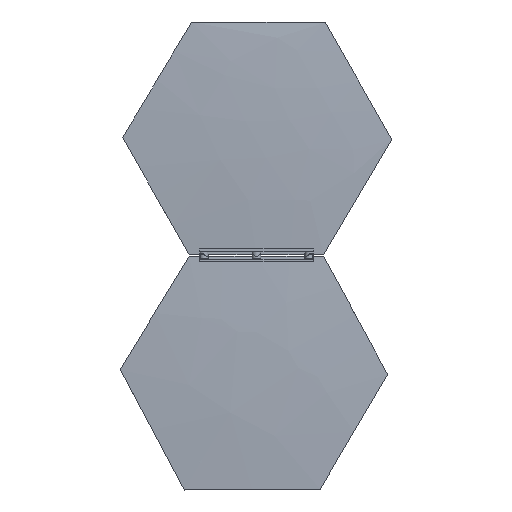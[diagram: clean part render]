
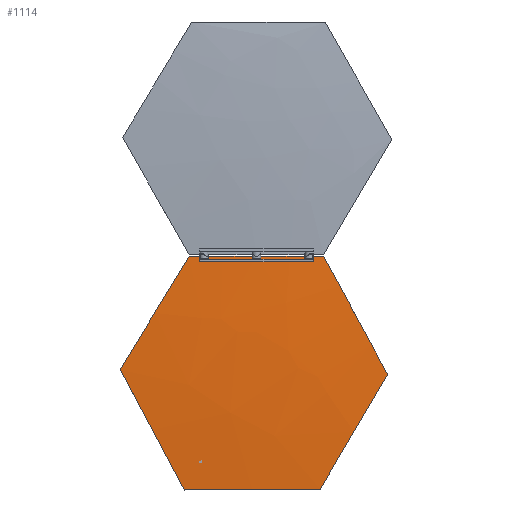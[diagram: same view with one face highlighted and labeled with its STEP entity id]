
A CAD part, front view. The second image highlights one B-rep face of the part: STEP entity #1114.
In plain terms, the highlighted free-form (B-spline) face has degree [3, 3] with [6, 4] control points.
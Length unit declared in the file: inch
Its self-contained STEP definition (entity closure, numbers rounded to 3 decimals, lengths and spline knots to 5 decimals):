
#8 = VERTEX_POINT ( 'NONE', #3098 ) ;
#44 = CARTESIAN_POINT ( 'NONE',  ( -15.4822, 7.01869, -44.5405 ) ) ;
#120 = CARTESIAN_POINT ( 'NONE',  ( -10.22581, 5.62061, -40.97001 ) ) ;
#162 = FACE_OUTER_BOUND ( 'NONE', #2694, .T. ) ;
#168 = CARTESIAN_POINT ( 'NONE',  ( 0., 1.73902, -23.66982 ) ) ;
#219 = CARTESIAN_POINT ( 'NONE',  ( 11.19482, 3.56225, -32.20619 ) ) ;
#254 = CARTESIAN_POINT ( 'NONE',  ( -14.63129, 6.24286, -42.09253 ) ) ;
#267 = CARTESIAN_POINT ( 'NONE',  ( -10.17559, 3.78536, -33.40728 ) ) ;
#309 = CARTESIAN_POINT ( 'NONE',  ( -5.35878, 7.01869, -48.05938 ) ) ;
#412 = CARTESIAN_POINT ( 'NONE',  ( 6.82085, 5.93128, -43.01431 ) ) ;
#433 = CARTESIAN_POINT ( 'NONE',  ( 7.72549, 1.71803, -22.22535 ) ) ;
#452 = CARTESIAN_POINT ( 'NONE',  ( 3.2744, 2.50724, -29.36594 ) ) ;
#486 = CARTESIAN_POINT ( 'NONE',  ( -2.67399, 1.71803, -23.98124 ) ) ;
#504 = CARTESIAN_POINT ( 'NONE',  ( 10.22581, 5.62061, -40.97001 ) ) ;
#524 = ORIENTED_EDGE ( 'NONE', *, *, #2846, .T. ) ;
#616 =( BOUNDED_SURFACE ( )  B_SPLINE_SURFACE ( 3, 3, ( 
 ( #2885, #486, #2367, #433 ),
 ( #2061, #977, #452, #1527 ),
 ( #774, #1566, #2655, #219 ),
 ( #1291, #2388, #1031, #1675 ),
 ( #254, #1136, #2201, #1397 ),
 ( #44, #309, #2220, #2169 ) ),
 .UNSPECIFIED., .F., .F., .F. ) 
 B_SPLINE_SURFACE_WITH_KNOTS ( ( 4, 2, 4 ),
 ( 4, 4 ),
 ( 0.14938, 0.25, 0.29936 ),
 ( 0., 1. ),
 .UNSPECIFIED. ) 
 GEOMETRIC_REPRESENTATION_ITEM ( )  RATIONAL_B_SPLINE_SURFACE ( (
 ( 1., 0.963, 0.963, 1.),
 ( 1., 0.963, 0.963, 1.),
 ( 1., 0.963, 0.963, 1.),
 ( 1., 0.963, 0.963, 1.),
 ( 1., 0.963, 0.963, 1.),
 ( 1., 0.963, 0.963, 1.) ) ) 
 REPRESENTATION_ITEM ( '' )  SURFACE ( )  );
#774 = CARTESIAN_POINT ( 'NONE',  ( -11.19482, 3.56225, -32.20619 ) ) ;
#798 = B_SPLINE_CURVE_WITH_KNOTS ( 'NONE', 3,
 ( #1704, #1754, #1184, #1688 ),
 .UNSPECIFIED., .F., .F.,
 ( 4, 4 ),
 ( 0.33717, 0.63727 ),
 .UNSPECIFIED. ) ;
#828 = ORIENTED_EDGE ( 'NONE', *, *, #1552, .T. ) ;
#913 = B_SPLINE_CURVE_WITH_KNOTS ( 'NONE', 3,
 ( #999, #3458, #1222, #168 ),
 .UNSPECIFIED., .F., .F.,
 ( 4, 4 ),
 ( 0.09565, 0.39575 ),
 .UNSPECIFIED. ) ;
#930 = CARTESIAN_POINT ( 'NONE',  ( -3.41222, 6.38419, -45.02897 ) ) ;
#966 = B_SPLINE_CURVE_WITH_KNOTS ( 'NONE', 3,
 ( #504, #2863, #1830, #2921 ),
 .UNSPECIFIED., .F., .F.,
 ( 4, 4 ),
 ( 0.1863, 0.48275 ),
 .UNSPECIFIED. ) ;
#977 = CARTESIAN_POINT ( 'NONE',  ( -3.2744, 2.50724, -29.36594 ) ) ;
#999 = CARTESIAN_POINT ( 'NONE',  ( 10.15047, 3.06496, -29.57956 ) ) ;
#1031 = CARTESIAN_POINT ( 'NONE',  ( 4.76974, 5.53098, -42.77663 ) ) ;
#1114 = ADVANCED_FACE ( 'NONE', ( #162 ), #616, .T. ) ;
#1136 = CARTESIAN_POINT ( 'NONE',  ( -5.06426, 6.24286, -45.41802 ) ) ;
#1184 = CARTESIAN_POINT ( 'NONE',  ( -6.7633, 2.48228, -27.63896 ) ) ;
#1222 = CARTESIAN_POINT ( 'NONE',  ( 3.37978, 2.03946, -25.66922 ) ) ;
#1239 = ORIENTED_EDGE ( 'NONE', *, *, #2729, .T. ) ;
#1291 = CARTESIAN_POINT ( 'NONE',  ( -13.78038, 5.53098, -39.64455 ) ) ;
#1353 = CARTESIAN_POINT ( 'NONE',  ( 10.15047, 3.06496, -29.57956 ) ) ;
#1397 = CARTESIAN_POINT ( 'NONE',  ( 14.63129, 6.24286, -42.09253 ) ) ;
#1465 = B_SPLINE_CURVE_WITH_KNOTS ( 'NONE', 3,
 ( #2990, #267, #3246, #1883 ),
 .UNSPECIFIED., .F., .F.,
 ( 4, 4 ),
 ( 0.64876, 0.94526 ),
 .UNSPECIFIED. ) ;
#1480 = VERTEX_POINT ( 'NONE', #2328 ) ;
#1527 = CARTESIAN_POINT ( 'NONE',  ( 9.46016, 2.50724, -27.21578 ) ) ;
#1534 = CARTESIAN_POINT ( 'NONE',  ( 0., 6.97682, -47.01452 ) ) ;
#1552 = EDGE_CURVE ( 'NONE', #1480, #2362, #966, .T. ) ;
#1566 = CARTESIAN_POINT ( 'NONE',  ( -3.87481, 3.56225, -34.75061 ) ) ;
#1675 = CARTESIAN_POINT ( 'NONE',  ( 13.78038, 5.53098, -39.64455 ) ) ;
#1677 = VERTEX_POINT ( 'NONE', #3001 ) ;
#1688 = CARTESIAN_POINT ( 'NONE',  ( -10.15047, 3.06496, -29.57956 ) ) ;
#1704 = CARTESIAN_POINT ( 'NONE',  ( 0., 1.73902, -23.66982 ) ) ;
#1754 = CARTESIAN_POINT ( 'NONE',  ( -3.37978, 2.03946, -25.66922 ) ) ;
#1830 = CARTESIAN_POINT ( 'NONE',  ( 10.17557, 3.78458, -33.40314 ) ) ;
#1854 = B_SPLINE_CURVE_WITH_KNOTS ( 'NONE', 3,
 ( #2849, #3356, #412, #3377 ),
 .UNSPECIFIED., .F., .F.,
 ( 4, 4 ),
 ( 0.09673, 0.40027 ),
 .UNSPECIFIED. ) ;
#1883 = CARTESIAN_POINT ( 'NONE',  ( -10.22581, 5.62061, -40.97001 ) ) ;
#1955 = VERTEX_POINT ( 'NONE', #1534 ) ;
#1979 = B_SPLINE_CURVE_WITH_KNOTS ( 'NONE', 3,
 ( #120, #3381, #930, #3396 ),
 .UNSPECIFIED., .F., .F.,
 ( 4, 4 ),
 ( 0.34094, 0.64448 ),
 .UNSPECIFIED. ) ;
#2061 = CARTESIAN_POINT ( 'NONE',  ( -9.46016, 2.50724, -27.21578 ) ) ;
#2078 = ORIENTED_EDGE ( 'NONE', *, *, #2191, .T. ) ;
#2169 = CARTESIAN_POINT ( 'NONE',  ( 15.4822, 7.01869, -44.5405 ) ) ;
#2191 = EDGE_CURVE ( 'NONE', #1677, #1955, #1979, .T. ) ;
#2201 = CARTESIAN_POINT ( 'NONE',  ( 5.06426, 6.24286, -45.41802 ) ) ;
#2220 = CARTESIAN_POINT ( 'NONE',  ( 5.35878, 7.01869, -48.05938 ) ) ;
#2328 = CARTESIAN_POINT ( 'NONE',  ( 10.22581, 5.62061, -40.97001 ) ) ;
#2362 = VERTEX_POINT ( 'NONE', #1353 ) ;
#2367 = CARTESIAN_POINT ( 'NONE',  ( 2.67399, 1.71803, -23.98124 ) ) ;
#2375 = CARTESIAN_POINT ( 'NONE',  ( 0., 1.73902, -23.66982 ) ) ;
#2388 = CARTESIAN_POINT ( 'NONE',  ( -4.76974, 5.53098, -42.77663 ) ) ;
#2410 = ORIENTED_EDGE ( 'NONE', *, *, #3390, .T. ) ;
#2591 = ORIENTED_EDGE ( 'NONE', *, *, #2634, .T. ) ;
#2634 = EDGE_CURVE ( 'NONE', #1955, #1480, #1854, .T. ) ;
#2655 = CARTESIAN_POINT ( 'NONE',  ( 3.87481, 3.56225, -34.75061 ) ) ;
#2694 = EDGE_LOOP ( 'NONE', ( #1239, #2078, #2591, #828, #2410, #524 ) ) ;
#2729 = EDGE_CURVE ( 'NONE', #8, #1677, #1465, .T. ) ;
#2846 = EDGE_CURVE ( 'NONE', #3368, #8, #798, .T. ) ;
#2849 = CARTESIAN_POINT ( 'NONE',  ( 0., 6.97682, -47.01452 ) ) ;
#2863 = CARTESIAN_POINT ( 'NONE',  ( 10.20068, 4.6383, -37.19958 ) ) ;
#2885 = CARTESIAN_POINT ( 'NONE',  ( -7.72549, 1.71803, -22.22535 ) ) ;
#2921 = CARTESIAN_POINT ( 'NONE',  ( 10.15047, 3.06496, -29.57956 ) ) ;
#2990 = CARTESIAN_POINT ( 'NONE',  ( -10.15047, 3.06496, -29.57956 ) ) ;
#3001 = CARTESIAN_POINT ( 'NONE',  ( -10.22581, 5.62061, -40.97001 ) ) ;
#3098 = CARTESIAN_POINT ( 'NONE',  ( -10.15047, 3.06496, -29.57956 ) ) ;
#3246 = CARTESIAN_POINT ( 'NONE',  ( -10.20071, 4.63935, -37.2036 ) ) ;
#3356 = CARTESIAN_POINT ( 'NONE',  ( 3.41222, 6.38419, -45.02897 ) ) ;
#3368 = VERTEX_POINT ( 'NONE', #2375 ) ;
#3377 = CARTESIAN_POINT ( 'NONE',  ( 10.22581, 5.62061, -40.97001 ) ) ;
#3381 = CARTESIAN_POINT ( 'NONE',  ( -6.82085, 5.93128, -43.01431 ) ) ;
#3390 = EDGE_CURVE ( 'NONE', #2362, #3368, #913, .T. ) ;
#3396 = CARTESIAN_POINT ( 'NONE',  ( 0., 6.97682, -47.01452 ) ) ;
#3458 = CARTESIAN_POINT ( 'NONE',  ( 6.7633, 2.48228, -27.63896 ) ) ;
